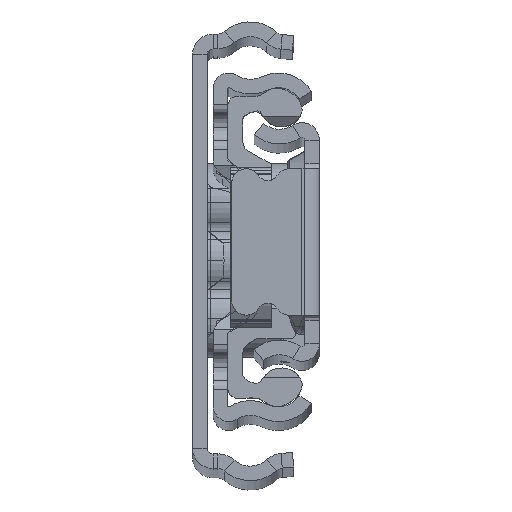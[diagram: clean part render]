
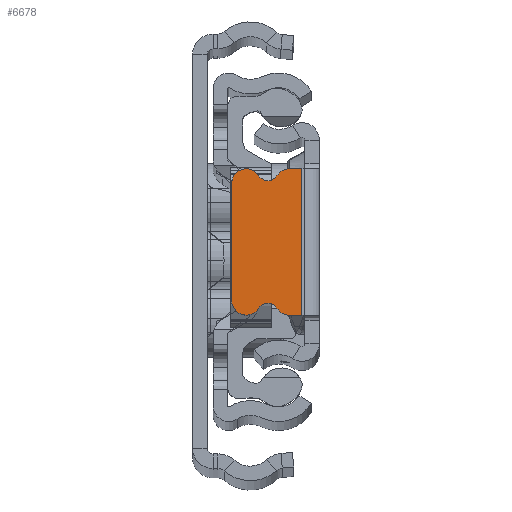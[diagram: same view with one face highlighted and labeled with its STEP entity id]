
A CAD part, top view. The second image highlights one B-rep face of the part: STEP entity #6678.
In plain terms, the highlighted planar face has unit normal (0, 0, 1).
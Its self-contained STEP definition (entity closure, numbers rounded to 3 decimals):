
#574 = DIRECTION ( 'NONE',  ( 0., 0., 1. ) ) ;
#743 = DIRECTION ( 'NONE',  ( 0., 0., 1. ) ) ;
#773 = DIRECTION ( 'NONE',  ( -1., 0., 0. ) ) ;
#1035 = VECTOR ( 'NONE', #13678, 1000. ) ;
#1070 = ORIENTED_EDGE ( 'NONE', *, *, #20765, .T. ) ;
#1226 = CIRCLE ( 'NONE', #13206, 1.1 ) ;
#1540 = EDGE_CURVE ( 'NONE', #14304, #13620, #8854, .T. ) ;
#1764 = CARTESIAN_POINT ( 'NONE',  ( -3.08, 7.5, 0. ) ) ;
#1840 = VERTEX_POINT ( 'NONE', #3095 ) ;
#1977 = DIRECTION ( 'NONE',  ( 0., 1., 0. ) ) ;
#1983 = EDGE_CURVE ( 'NONE', #20104, #13620, #19986, .T. ) ;
#2005 = CARTESIAN_POINT ( 'NONE',  ( 0.7, -7.5, 0. ) ) ;
#2013 = CARTESIAN_POINT ( 'NONE',  ( -1.8, -7.5, 0. ) ) ;
#2338 = CARTESIAN_POINT ( 'NONE',  ( -1.8, -10.425, 0. ) ) ;
#2398 = CARTESIAN_POINT ( 'NONE',  ( -5.29, 7.37, 0. ) ) ;
#2831 = CARTESIAN_POINT ( 'NONE',  ( -7.5, -6., 0. ) ) ;
#3095 = CARTESIAN_POINT ( 'NONE',  ( -4.355, -6.79, 0. ) ) ;
#3126 = EDGE_CURVE ( 'NONE', #10526, #19144, #5795, .T. ) ;
#3298 = LINE ( 'NONE', #8093, #20418 ) ;
#3388 = CARTESIAN_POINT ( 'NONE',  ( -3.08, -6., 0. ) ) ;
#3495 = DIRECTION ( 'NONE',  ( 0., 1., 0. ) ) ;
#3653 = AXIS2_PLACEMENT_3D ( 'NONE', #2831, #5621, #18896 ) ;
#4554 = AXIS2_PLACEMENT_3D ( 'NONE', #8027, #21121, #12970 ) ;
#4804 = VERTEX_POINT ( 'NONE', #1764 ) ;
#5328 = ORIENTED_EDGE ( 'NONE', *, *, #18324, .T. ) ;
#5344 = CARTESIAN_POINT ( 'NONE',  ( -7.5, 6., 0. ) ) ;
#5524 = CARTESIAN_POINT ( 'NONE',  ( -6.225, -6.79, 0. ) ) ;
#5621 = DIRECTION ( 'NONE',  ( 0., 0., 1. ) ) ;
#5795 = CIRCLE ( 'NONE', #6484, 1.1 ) ;
#5967 = PLANE ( 'NONE',  #20801 ) ;
#6122 = ORIENTED_EDGE ( 'NONE', *, *, #15339, .T. ) ;
#6392 = EDGE_CURVE ( 'NONE', #19144, #10286, #17389, .T. ) ;
#6444 = CIRCLE ( 'NONE', #7460, 1.5 ) ;
#6484 = AXIS2_PLACEMENT_3D ( 'NONE', #11632, #18168, #3495 ) ;
#6678 = ADVANCED_FACE ( 'NONE', ( #21083 ), #5967, .T. ) ;
#6893 = VERTEX_POINT ( 'NONE', #5524 ) ;
#6947 = DIRECTION ( 'NONE',  ( 0., 0., 1. ) ) ;
#7133 = ORIENTED_EDGE ( 'NONE', *, *, #18596, .T. ) ;
#7166 = DIRECTION ( 'NONE',  ( 0., -1., 0. ) ) ;
#7460 = AXIS2_PLACEMENT_3D ( 'NONE', #13529, #16738, #18658 ) ;
#7642 = CARTESIAN_POINT ( 'NONE',  ( -9., 6., 0. ) ) ;
#8027 = CARTESIAN_POINT ( 'NONE',  ( -5.29, -7.37, 0. ) ) ;
#8093 = CARTESIAN_POINT ( 'NONE',  ( -9., 6., 0. ) ) ;
#8103 = CIRCLE ( 'NONE', #20087, 1.5 ) ;
#8381 = ORIENTED_EDGE ( 'NONE', *, *, #1540, .F. ) ;
#8459 = EDGE_CURVE ( 'NONE', #9371, #10526, #1226, .T. ) ;
#8499 = VERTEX_POINT ( 'NONE', #21032 ) ;
#8846 = EDGE_CURVE ( 'NONE', #6893, #1840, #10342, .T. ) ;
#8854 = LINE ( 'NONE', #2338, #18795 ) ;
#9258 = ORIENTED_EDGE ( 'NONE', *, *, #6392, .T. ) ;
#9371 = VERTEX_POINT ( 'NONE', #14025 ) ;
#10286 = VERTEX_POINT ( 'NONE', #7642 ) ;
#10342 = CIRCLE ( 'NONE', #4554, 1.1 ) ;
#10526 = VERTEX_POINT ( 'NONE', #18560 ) ;
#10882 = DIRECTION ( 'NONE',  ( 0., 1., 0. ) ) ;
#11034 = DIRECTION ( 'NONE',  ( 0., 1., 0. ) ) ;
#11632 = CARTESIAN_POINT ( 'NONE',  ( -5.29, 7.37, 0. ) ) ;
#12548 = CIRCLE ( 'NONE', #3653, 1.5 ) ;
#12842 = CIRCLE ( 'NONE', #16254, 1.5 ) ;
#12970 = DIRECTION ( 'NONE',  ( 0., 1., 0. ) ) ;
#13036 = DIRECTION ( 'NONE',  ( 0., -1., 0. ) ) ;
#13206 = AXIS2_PLACEMENT_3D ( 'NONE', #2398, #13962, #15457 ) ;
#13500 = VECTOR ( 'NONE', #773, 1000. ) ;
#13529 = CARTESIAN_POINT ( 'NONE',  ( -3.08, 6., 0. ) ) ;
#13620 = VERTEX_POINT ( 'NONE', #2013 ) ;
#13678 = DIRECTION ( 'NONE',  ( 1., 0., 0. ) ) ;
#13962 = DIRECTION ( 'NONE',  ( 0., 0., -1. ) ) ;
#14025 = CARTESIAN_POINT ( 'NONE',  ( -4.355, 6.79, 0. ) ) ;
#14304 = VERTEX_POINT ( 'NONE', #19326 ) ;
#14661 = EDGE_CURVE ( 'NONE', #8499, #20281, #12842, .T. ) ;
#15252 = ORIENTED_EDGE ( 'NONE', *, *, #16563, .T. ) ;
#15339 = EDGE_CURVE ( 'NONE', #14304, #4804, #18794, .T. ) ;
#15404 = CARTESIAN_POINT ( 'NONE',  ( -6.225, 6.79, 0. ) ) ;
#15441 = CARTESIAN_POINT ( 'NONE',  ( -7.5, -6., 0. ) ) ;
#15457 = DIRECTION ( 'NONE',  ( 0., 1., 0. ) ) ;
#15469 = CARTESIAN_POINT ( 'NONE',  ( 0.7, 7.5, 0. ) ) ;
#15682 = ORIENTED_EDGE ( 'NONE', *, *, #3126, .T. ) ;
#15818 = DIRECTION ( 'NONE',  ( 0., 0., 1. ) ) ;
#16038 = AXIS2_PLACEMENT_3D ( 'NONE', #5344, #6947, #17991 ) ;
#16254 = AXIS2_PLACEMENT_3D ( 'NONE', #15441, #743, #11034 ) ;
#16563 = EDGE_CURVE ( 'NONE', #4804, #9371, #6444, .T. ) ;
#16738 = DIRECTION ( 'NONE',  ( 0., 0., 1. ) ) ;
#17040 = ORIENTED_EDGE ( 'NONE', *, *, #14661, .T. ) ;
#17177 = ORIENTED_EDGE ( 'NONE', *, *, #8846, .T. ) ;
#17389 = CIRCLE ( 'NONE', #16038, 1.5 ) ;
#17443 = ORIENTED_EDGE ( 'NONE', *, *, #1983, .T. ) ;
#17991 = DIRECTION ( 'NONE',  ( 0., 1., 0. ) ) ;
#18168 = DIRECTION ( 'NONE',  ( 0., 0., -1. ) ) ;
#18324 = EDGE_CURVE ( 'NONE', #10286, #8499, #3298, .T. ) ;
#18444 = CARTESIAN_POINT ( 'NONE',  ( -3.08, -7.5, 0. ) ) ;
#18560 = CARTESIAN_POINT ( 'NONE',  ( -5.29, 6.27, 0. ) ) ;
#18596 = EDGE_CURVE ( 'NONE', #20281, #6893, #12548, .T. ) ;
#18658 = DIRECTION ( 'NONE',  ( 0., 1., 0. ) ) ;
#18794 = LINE ( 'NONE', #15469, #13500 ) ;
#18795 = VECTOR ( 'NONE', #7166, 1000. ) ;
#18896 = DIRECTION ( 'NONE',  ( 0., 1., 0. ) ) ;
#19144 = VERTEX_POINT ( 'NONE', #15404 ) ;
#19257 = EDGE_LOOP ( 'NONE', ( #8381, #6122, #15252, #19400, #15682, #9258, #5328, #17040, #7133, #17177, #1070, #17443 ) ) ;
#19326 = CARTESIAN_POINT ( 'NONE',  ( -1.8, 7.5, 0. ) ) ;
#19400 = ORIENTED_EDGE ( 'NONE', *, *, #8459, .T. ) ;
#19503 = CARTESIAN_POINT ( 'NONE',  ( -7.5, -7.5, 0. ) ) ;
#19986 = LINE ( 'NONE', #2005, #1035 ) ;
#20087 = AXIS2_PLACEMENT_3D ( 'NONE', #3388, #574, #1977 ) ;
#20104 = VERTEX_POINT ( 'NONE', #18444 ) ;
#20281 = VERTEX_POINT ( 'NONE', #19503 ) ;
#20418 = VECTOR ( 'NONE', #13036, 1000. ) ;
#20765 = EDGE_CURVE ( 'NONE', #1840, #20104, #8103, .T. ) ;
#20766 = CARTESIAN_POINT ( 'NONE',  ( 543.5, -10.425, 0. ) ) ;
#20801 = AXIS2_PLACEMENT_3D ( 'NONE', #20766, #15818, #10882 ) ;
#21032 = CARTESIAN_POINT ( 'NONE',  ( -9., -6., 0. ) ) ;
#21083 = FACE_OUTER_BOUND ( 'NONE', #19257, .T. ) ;
#21121 = DIRECTION ( 'NONE',  ( 0., 0., -1. ) ) ;
